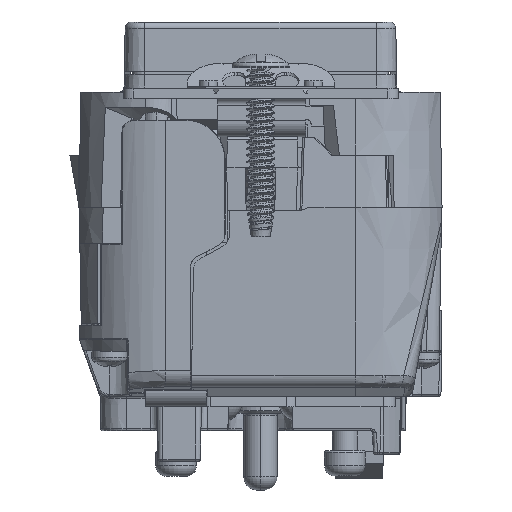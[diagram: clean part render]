
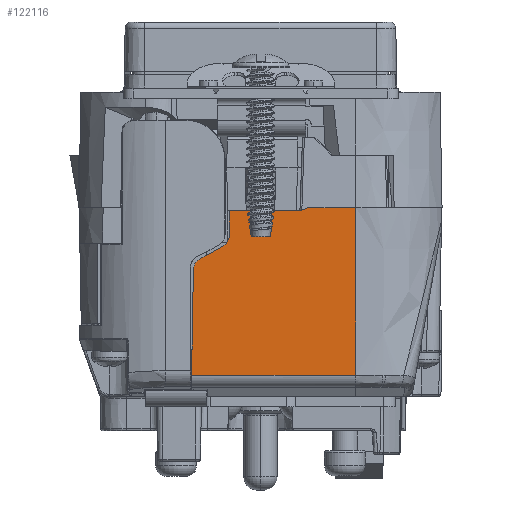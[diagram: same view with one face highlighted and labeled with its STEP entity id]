
A CAD part, front view. The second image highlights one B-rep face of the part: STEP entity #122116.
In plain terms, the highlighted planar face has unit normal (0, -1, -0.018).
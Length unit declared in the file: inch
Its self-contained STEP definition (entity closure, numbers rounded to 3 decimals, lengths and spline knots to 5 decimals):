
#5746 = ORIENTED_EDGE ( 'NONE', *, *, #69457, .T. ) ;
#9451 = LINE ( 'NONE', #132888, #121691 ) ;
#10223 = EDGE_CURVE ( 'NONE', #152685, #16110, #122740, .T. ) ;
#11963 = EDGE_CURVE ( 'NONE', #175722, #46268, #182201, .T. ) ;
#12325 = VECTOR ( 'NONE', #160752, 39.37008 ) ;
#12591 = VERTEX_POINT ( 'NONE', #167573 ) ;
#13263 = CARTESIAN_POINT ( 'NONE',  ( 1.11005, 0.82509, 2.71975 ) ) ;
#16110 = VERTEX_POINT ( 'NONE', #139418 ) ;
#18086 = CARTESIAN_POINT ( 'NONE',  ( 1.71305, 0.82277, 2.85222 ) ) ;
#19301 = AXIS2_PLACEMENT_3D ( 'NONE', #130940, #160297, #88078 ) ;
#22859 = VERTEX_POINT ( 'NONE', #13263 ) ;
#23600 = CARTESIAN_POINT ( 'NONE',  ( 1.04888, 0.82636, 2.64701 ) ) ;
#25038 = VERTEX_POINT ( 'NONE', #102424 ) ;
#26452 = ORIENTED_EDGE ( 'NONE', *, *, #91104, .T. ) ;
#29242 = ORIENTED_EDGE ( 'NONE', *, *, #185210, .T. ) ;
#29286 = VERTEX_POINT ( 'NONE', #18086 ) ;
#30246 = DIRECTION ( 'NONE',  ( 1., 0., 0. ) ) ;
#30367 = VECTOR ( 'NONE', #143129, 39.37008 ) ;
#31273 = LINE ( 'NONE', #80235, #33683 ) ;
#32312 = CARTESIAN_POINT ( 'NONE',  ( 1.45266, 0.82303, 2.83765 ) ) ;
#32726 = EDGE_CURVE ( 'NONE', #147555, #22859, #31273, .T. ) ;
#33182 = ORIENTED_EDGE ( 'NONE', *, *, #81700, .T. ) ;
#33683 = VECTOR ( 'NONE', #115098, 39.37008 ) ;
#35305 = VECTOR ( 'NONE', #30246, 39.37008 ) ;
#43239 = B_SPLINE_CURVE_WITH_KNOTS ( 'NONE', 3,
 ( #120636, #164142, #134113, #104708, #76621, #178771, #46460 ),
 .UNSPECIFIED., .F., .F.,
 ( 4, 3, 4 ),
 ( 0., 0., 0.00003 ),
 .UNSPECIFIED. ) ;
#46268 = VERTEX_POINT ( 'NONE', #68215 ) ;
#46460 = CARTESIAN_POINT ( 'NONE',  ( 1.71305, 0.83673, 2.05274 ) ) ;
#46998 = CARTESIAN_POINT ( 'NONE',  ( 1.45282, 0.82301, 2.83868 ) ) ;
#50490 = CARTESIAN_POINT ( 'NONE',  ( 0.953, 0.82716, 2.60109 ) ) ;
#51192 = LINE ( 'NONE', #188889, #12325 ) ;
#52354 = CARTESIAN_POINT ( 'NONE',  ( 1.01276, 0.8267, 2.62732 ) ) ;
#52642 = DIRECTION ( 'NONE',  ( -0.017, 0.017, -1. ) ) ;
#55919 = ORIENTED_EDGE ( 'NONE', *, *, #32726, .T. ) ;
#56152 = CARTESIAN_POINT ( 'NONE',  ( 1.08318, 0.82596, 2.66972 ) ) ;
#60949 = VECTOR ( 'NONE', #52642, 39.37008 ) ;
#62384 = CARTESIAN_POINT ( 'NONE',  ( 1.49491, 0.82274, 2.85437 ) ) ;
#64616 = ORIENTED_EDGE ( 'NONE', *, *, #11963, .T. ) ;
#65131 = ORIENTED_EDGE ( 'NONE', *, *, #122104, .T. ) ;
#68215 = CARTESIAN_POINT ( 'NONE',  ( 0.93041, 0.83673, 2.05274 ) ) ;
#69286 = LINE ( 'NONE', #185882, #30367 ) ;
#69457 = EDGE_CURVE ( 'NONE', #152685, #175722, #89265, .T. ) ;
#76621 = CARTESIAN_POINT ( 'NONE',  ( 1.7124, 0.83673, 2.05274 ) ) ;
#78133 = CARTESIAN_POINT ( 'NONE',  ( 0.97509, 0.82699, 2.61079 ) ) ;
#80235 = CARTESIAN_POINT ( 'NONE',  ( 1.11005, 0.82277, 2.85222 ) ) ;
#81700 = EDGE_CURVE ( 'NONE', #25038, #29286, #51192, .T. ) ;
#84274 = PLANE ( 'NONE',  #19301 ) ;
#87898 = CARTESIAN_POINT ( 'NONE',  ( 1.71305, 0.83673, 2.05274 ) ) ;
#88078 = DIRECTION ( 'NONE',  ( 0., 0.017, -1. ) ) ;
#88743 = ORIENTED_EDGE ( 'NONE', *, *, #108294, .T. ) ;
#89265 =( BOUNDED_CURVE ( )  B_SPLINE_CURVE ( 3, ( #78133, #50490, #109969, #92833 ),
 .UNSPECIFIED., .F., .T. ) 
 B_SPLINE_CURVE_WITH_KNOTS ( ( 4, 4 ),
 ( 0.41348, 1.55334 ),
 .UNSPECIFIED. ) 
 CURVE ( )  GEOMETRIC_REPRESENTATION_ITEM ( )  RATIONAL_B_SPLINE_CURVE ( ( 1., 0.895, 0.895, 1. ) ) 
 REPRESENTATION_ITEM ( '' )  );
#91090 = EDGE_CURVE ( 'NONE', #12591, #25038, #43239, .T. ) ;
#91104 = EDGE_CURVE ( 'NONE', #29286, #188383, #9451, .T. ) ;
#92833 = CARTESIAN_POINT ( 'NONE',  ( 0.93921, 0.82793, 2.55689 ) ) ;
#97890 = B_SPLINE_CURVE_WITH_KNOTS ( 'NONE', 3,
 ( #178683, #46998, #32312, #150002 ),
 .UNSPECIFIED., .F., .F.,
 ( 4, 4 ),
 ( 0., 1. ),
 .UNSPECIFIED. ) ;
#102424 = CARTESIAN_POINT ( 'NONE',  ( 1.71305, 0.83673, 2.05274 ) ) ;
#104067 = DIRECTION ( 'NONE',  ( -1., 0., 0. ) ) ;
#104708 = CARTESIAN_POINT ( 'NONE',  ( 1.71207, 0.83673, 2.05274 ) ) ;
#106731 = CARTESIAN_POINT ( 'NONE',  ( 0.92948, 0.83766, 1.99949 ) ) ;
#108294 = EDGE_CURVE ( 'NONE', #22859, #16110, #170267, .T. ) ;
#109969 = CARTESIAN_POINT ( 'NONE',  ( 0.93963, 0.82751, 2.58101 ) ) ;
#112116 = CARTESIAN_POINT ( 'NONE',  ( 1.45259, 0.82303, 2.83722 ) ) ;
#114358 = CARTESIAN_POINT ( 'NONE',  ( 1.11005, 0.82544, 2.69919 ) ) ;
#115098 = DIRECTION ( 'NONE',  ( 0., 0.017, -1. ) ) ;
#115191 = ORIENTED_EDGE ( 'NONE', *, *, #91090, .T. ) ;
#119727 = EDGE_CURVE ( 'NONE', #184280, #129370, #97890, .T. ) ;
#120335 = ORIENTED_EDGE ( 'NONE', *, *, #119727, .T. ) ;
#120636 = CARTESIAN_POINT ( 'NONE',  ( 1.71205, 0.83673, 2.05274 ) ) ;
#121691 = VECTOR ( 'NONE', #104067, 39.37008 ) ;
#122104 = EDGE_CURVE ( 'NONE', #129370, #147555, #69286, .T. ) ;
#122116 = ADVANCED_FACE ( 'NONE', ( #133359 ), #84274, .T. ) ;
#122394 = CARTESIAN_POINT ( 'NONE',  ( 1.45288, 0.823, 2.83907 ) ) ;
#122740 =( BOUNDED_CURVE ( )  B_SPLINE_CURVE ( 3, ( #139411, #52354, #23600, #154748 ),
 .UNSPECIFIED., .F., .F. ) 
 B_SPLINE_CURVE_WITH_KNOTS ( ( 4, 4 ),
 ( 3.55508, 3.72651 ),
 .UNSPECIFIED. ) 
 CURVE ( )  GEOMETRIC_REPRESENTATION_ITEM ( )  RATIONAL_B_SPLINE_CURVE ( ( 1., 0.998, 0.998, 1. ) ) 
 REPRESENTATION_ITEM ( '' )  );
#128607 = ORIENTED_EDGE ( 'NONE', *, *, #10223, .F. ) ;
#129370 = VERTEX_POINT ( 'NONE', #112116 ) ;
#130940 = CARTESIAN_POINT ( 'NONE',  ( 1.71305, 0.82277, 2.85222 ) ) ;
#131599 = CARTESIAN_POINT ( 'NONE',  ( 0.97509, 0.82699, 2.61079 ) ) ;
#131930 = VECTOR ( 'NONE', #135919, 39.37008 ) ;
#132888 = CARTESIAN_POINT ( 'NONE',  ( 1.71305, 0.82277, 2.85222 ) ) ;
#133359 = FACE_OUTER_BOUND ( 'NONE', #143896, .T. ) ;
#134113 = CARTESIAN_POINT ( 'NONE',  ( 1.71207, 0.83673, 2.05274 ) ) ;
#135919 = DIRECTION ( 'NONE',  ( -0.94, 0.006, -0.342 ) ) ;
#139204 = ORIENTED_EDGE ( 'NONE', *, *, #146644, .T. ) ;
#139411 = CARTESIAN_POINT ( 'NONE',  ( 0.97509, 0.82699, 2.61079 ) ) ;
#139418 = CARTESIAN_POINT ( 'NONE',  ( 1.08318, 0.82596, 2.66972 ) ) ;
#143129 = DIRECTION ( 'NONE',  ( -1., 0., 0. ) ) ;
#143214 = CARTESIAN_POINT ( 'NONE',  ( 1.11005, 0.82509, 2.71975 ) ) ;
#143849 = CARTESIAN_POINT ( 'NONE',  ( 1.10032, 0.82576, 2.68108 ) ) ;
#143896 = EDGE_LOOP ( 'NONE', ( #64616, #29242, #115191, #33182, #26452, #139204, #120335, #65131, #55919, #88743, #128607, #5746 ) ) ;
#146644 = EDGE_CURVE ( 'NONE', #188383, #184280, #177512, .T. ) ;
#147555 = VERTEX_POINT ( 'NONE', #157467 ) ;
#150002 = CARTESIAN_POINT ( 'NONE',  ( 1.45259, 0.82303, 2.83722 ) ) ;
#152056 = LINE ( 'NONE', #87898, #35305 ) ;
#152685 = VERTEX_POINT ( 'NONE', #131599 ) ;
#153146 = CARTESIAN_POINT ( 'NONE',  ( 0.93921, 0.82793, 2.55689 ) ) ;
#154748 = CARTESIAN_POINT ( 'NONE',  ( 1.08318, 0.82596, 2.66972 ) ) ;
#157467 = CARTESIAN_POINT ( 'NONE',  ( 1.11005, 0.82303, 2.83722 ) ) ;
#160297 = DIRECTION ( 'NONE',  ( 0., -1., -0.017 ) ) ;
#160752 = DIRECTION ( 'NONE',  ( 0., -0.017, 1. ) ) ;
#164142 = CARTESIAN_POINT ( 'NONE',  ( 1.71206, 0.83673, 2.05274 ) ) ;
#167573 = CARTESIAN_POINT ( 'NONE',  ( 1.71205, 0.83673, 2.05274 ) ) ;
#170267 =( BOUNDED_CURVE ( )  B_SPLINE_CURVE ( 3, ( #143214, #114358, #143849, #56152 ),
 .UNSPECIFIED., .F., .T. ) 
 B_SPLINE_CURVE_WITH_KNOTS ( ( 4, 4 ),
 ( 1.5708, 2.55667 ),
 .UNSPECIFIED. ) 
 CURVE ( )  GEOMETRIC_REPRESENTATION_ITEM ( )  RATIONAL_B_SPLINE_CURVE ( ( 1., 0.921, 0.921, 1. ) ) 
 REPRESENTATION_ITEM ( '' )  );
#175722 = VERTEX_POINT ( 'NONE', #153146 ) ;
#177512 = LINE ( 'NONE', #62384, #131930 ) ;
#178093 = CARTESIAN_POINT ( 'NONE',  ( 1.48901, 0.82277, 2.85222 ) ) ;
#178683 = CARTESIAN_POINT ( 'NONE',  ( 1.45288, 0.823, 2.83907 ) ) ;
#178771 = CARTESIAN_POINT ( 'NONE',  ( 1.71273, 0.83673, 2.05274 ) ) ;
#182201 = LINE ( 'NONE', #106731, #60949 ) ;
#184280 = VERTEX_POINT ( 'NONE', #122394 ) ;
#185210 = EDGE_CURVE ( 'NONE', #46268, #12591, #152056, .T. ) ;
#185882 = CARTESIAN_POINT ( 'NONE',  ( 1.71305, 0.82303, 2.83722 ) ) ;
#188383 = VERTEX_POINT ( 'NONE', #178093 ) ;
#188889 = CARTESIAN_POINT ( 'NONE',  ( 1.71305, 0.82277, 2.85222 ) ) ;
